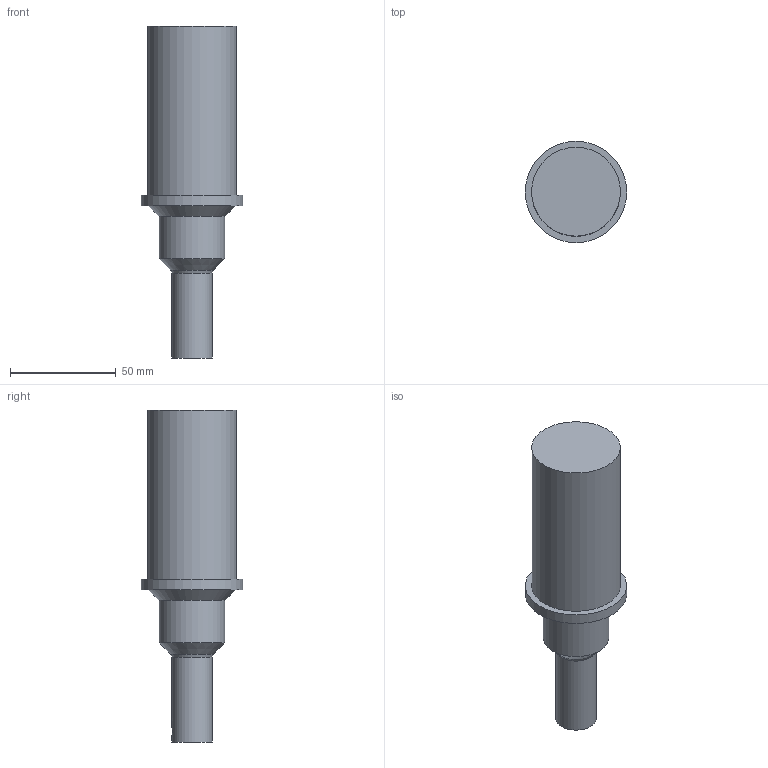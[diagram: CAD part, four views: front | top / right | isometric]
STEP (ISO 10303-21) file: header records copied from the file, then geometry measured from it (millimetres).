
FILE_DESCRIPTION((''),'1');
FILE_NAME('ST42-CKB1-77.stp','2022-10-19T04:49:39',(''),(''),'Spatial Interop R21 SP3','Kubotek KeyCreator 2011 V10.0.2 (22737)',' ');
FILE_SCHEMA(('automotive_design'));
Length unit declared in the file: millimetre
Products named in the file (1): 240[2]
Bounding box: 48 x 48 x 157 mm (x, y, z)
Volume: 153488.9 mm3; surface area: 20239.7 mm2
Topology: 1 solids, 1 shells, 15 faces, 26 edges, 16 vertices
Faces by surface type: cylinder 6, plane 6, cone 3
Full cylindrical faces by diameter (mm): 4.2 x1, 11 x1, 19 x1, 31 x1, 42 x1, 48 x1
Entity records: 711 total; most frequent: CARTESIAN_POINT 176, DIRECTION 58, PRESENTATION_STYLE_ASSIGNMENT 47, COLOUR_RGB 47, STYLED_ITEM 31, CURVE_STYLE 31, DRAUGHTING_PRE_DEFINED_CURVE_FONT 31, ORIENTED_EDGE 30
